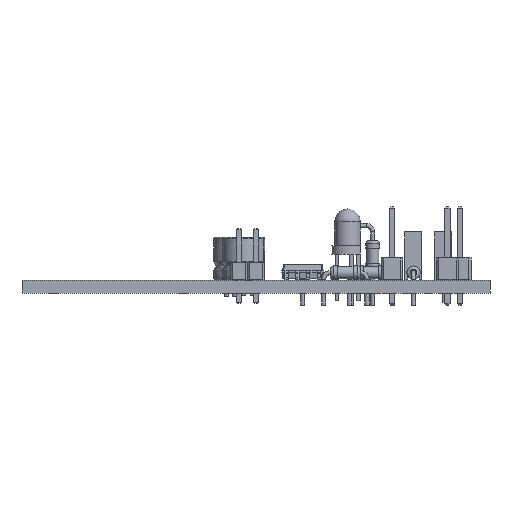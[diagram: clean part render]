
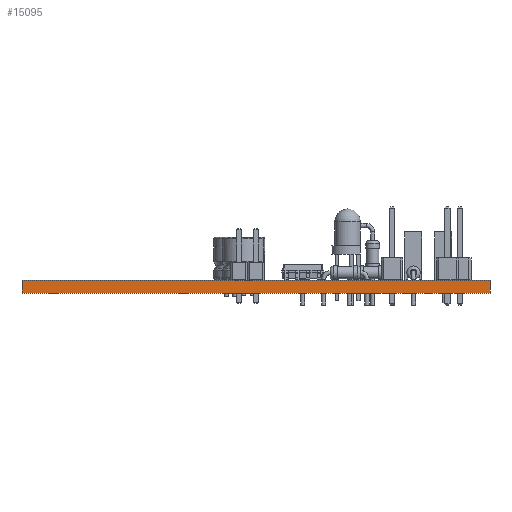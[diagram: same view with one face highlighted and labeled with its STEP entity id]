
A CAD part, front view. The second image highlights one B-rep face of the part: STEP entity #15095.
In plain terms, the highlighted planar face has unit normal (0, -1, 0).
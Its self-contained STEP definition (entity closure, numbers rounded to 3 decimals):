
#15095 = ADVANCED_FACE('',(#15096),#15130,.T.);
#15096 = FACE_BOUND('',#15097,.T.);
#15097 = EDGE_LOOP('',(#15098,#15108,#15116,#15124));
#15098 = ORIENTED_EDGE('',*,*,#15099,.T.);
#15099 = EDGE_CURVE('',#15100,#15102,#15104,.T.);
#15100 = VERTEX_POINT('',#15101);
#15101 = CARTESIAN_POINT('',(90.5,-95.5,0.));
#15102 = VERTEX_POINT('',#15103);
#15103 = CARTESIAN_POINT('',(90.5,-95.5,1.51));
#15104 = LINE('',#15105,#15106);
#15105 = CARTESIAN_POINT('',(90.5,-95.5,0.));
#15106 = VECTOR('',#15107,1.);
#15107 = DIRECTION('',(0.,0.,1.));
#15108 = ORIENTED_EDGE('',*,*,#15109,.T.);
#15109 = EDGE_CURVE('',#15102,#15110,#15112,.T.);
#15110 = VERTEX_POINT('',#15111);
#15111 = CARTESIAN_POINT('',(35.5,-95.5,1.51));
#15112 = LINE('',#15113,#15114);
#15113 = CARTESIAN_POINT('',(90.5,-95.5,1.51));
#15114 = VECTOR('',#15115,1.);
#15115 = DIRECTION('',(-1.,0.,0.));
#15116 = ORIENTED_EDGE('',*,*,#15117,.F.);
#15117 = EDGE_CURVE('',#15118,#15110,#15120,.T.);
#15118 = VERTEX_POINT('',#15119);
#15119 = CARTESIAN_POINT('',(35.5,-95.5,0.));
#15120 = LINE('',#15121,#15122);
#15121 = CARTESIAN_POINT('',(35.5,-95.5,0.));
#15122 = VECTOR('',#15123,1.);
#15123 = DIRECTION('',(0.,0.,1.));
#15124 = ORIENTED_EDGE('',*,*,#15125,.F.);
#15125 = EDGE_CURVE('',#15100,#15118,#15126,.T.);
#15126 = LINE('',#15127,#15128);
#15127 = CARTESIAN_POINT('',(90.5,-95.5,0.));
#15128 = VECTOR('',#15129,1.);
#15129 = DIRECTION('',(-1.,0.,0.));
#15130 = PLANE('',#15131);
#15131 = AXIS2_PLACEMENT_3D('',#15132,#15133,#15134);
#15132 = CARTESIAN_POINT('',(90.5,-95.5,0.));
#15133 = DIRECTION('',(0.,-1.,0.));
#15134 = DIRECTION('',(-1.,0.,0.));
